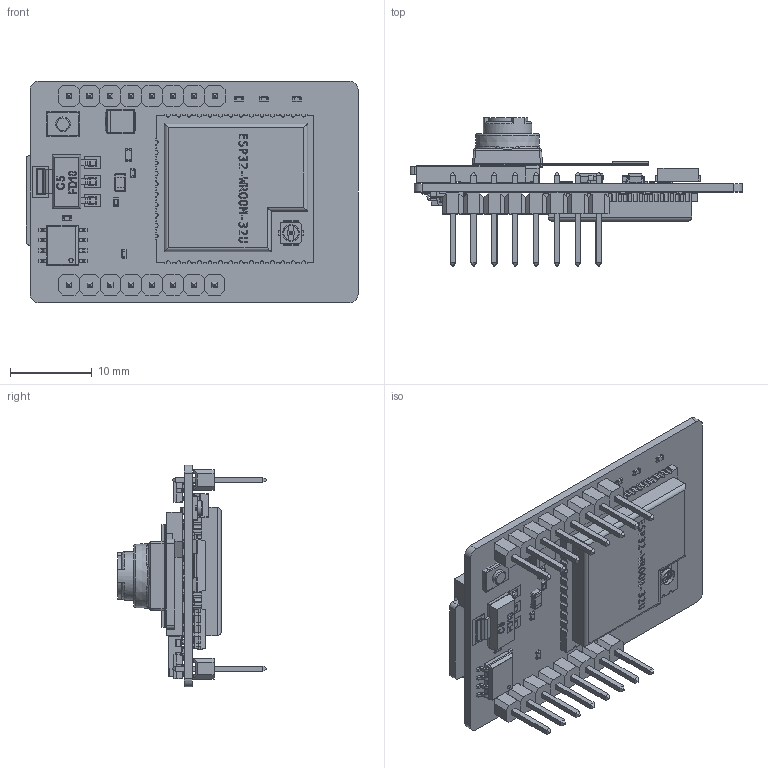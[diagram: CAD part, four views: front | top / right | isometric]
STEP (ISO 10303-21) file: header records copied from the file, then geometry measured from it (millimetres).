
FILE_DESCRIPTION(/* description */ (''),/* implementation_level */ '2;1');
FILE_NAME(/* name */ 'ESP3-CAM v4.step',/* time_stamp */ '2019-05-06T11:35:55+02:00',/* author */ ('jezekjan'),/* organization */ (''),/* preprocessor_version */ 'ST-DEVELOPER v18',/* originating_system */ 'Autodesk Translation Framework v8.2.0.1029',/* authorisation */ '');
FILE_SCHEMA (('AUTOMOTIVE_DESIGN { 1 0 10303 214 3 1 1 }'));
Products named in the file (30): ESP3-CAM; Pin Header 4 x 1 TH 2.54mm Pitch; ESp32-WROOM-32U v3; u; capacitor-CAPM-TANTB-YL; switch-3x4x2mm - 2 Pad; nano - reg; sop127p-6mm-8 v2; icbody; Component5; Component5(Mirror); SMD LED 0603; Fusion; Fillet; resistor-NTC-0805-T1.3; LED SMD 5050 White; capacitor-CAPC-0603-T0.9-BN; connector smd usl00-20l_p0-4_l12-6_w2-75; resistor-NTC-0402-T0.6; smd-transistor-SOT23-3; MicroSD Slot; sdreader; AMS1117; Micro SD-Card; camera for ESP32; User Library-ov9655_ov9655_flex_pcb; User Library-ov9655_ov9655_flex_reinf; User Library-ov9655_ov9655_back_panel; User Library-ov9655_ov9655_body; User Library-ov9655_ov9655_lens
Assembly tree (61 placements, depth 3):
  ESP3-CAM
    Pin Header 4 x 1 TH 2.54mm Pitch  x4
    ESp32-WROOM-32U v3
      u
    capacitor-CAPM-TANTB-YL
    switch-3x4x2mm - 2 Pad
    nano - reg
    sop127p-6mm-8 v2
      icbody
      Component5  x4
      Component5(Mirror)  x4
    SMD LED 0603
      Fusion
      Fillet
    resistor-NTC-0402-T0.6  x20
    resistor-NTC-0805-T1.3
    smd-transistor-SOT23-3  x4
    LED SMD 5050 White
    capacitor-CAPC-0603-T0.9-BN  x2
    connector smd usl00-20l_p0-4_l12-6_w2-75
    MicroSD Slot
      sdreader
      AMS1117
    Micro SD-Card
    camera for ESP32
      User Library-ov9655_ov9655_flex_pcb
      User Library-ov9655_ov9655_flex_reinf
      User Library-ov9655_ov9655_back_panel
      User Library-ov9655_ov9655_body
      User Library-ov9655_ov9655_lens
Bounding box: 40.5 x 18.08 x 27 mm (x, y, z)
Volume: 3251.7 mm3; surface area: 7326.9 mm2
Topology: 111 solids, 131 shells, 4358 faces, 11261 edges, 6956 vertices
Faces by surface type: plane 2876, cylinder 958, bspline 296, sphere 207, torus 14, cone 7
Full cylindrical faces by diameter (mm): 0.4 x2, 0.45 x1, 0.5 x5, 1.778 x1, 1.8 x1, 1.95 x1, 2 x3, 5.9 x1
Entity records: 97264 total; most frequent: CARTESIAN_POINT 24354, ORIENTED_EDGE 15282, DIRECTION 13635, EDGE_CURVE 7641, LINE 6073, VECTOR 6073, VERTEX_POINT 4906, AXIS2_PLACEMENT_3D 3781
